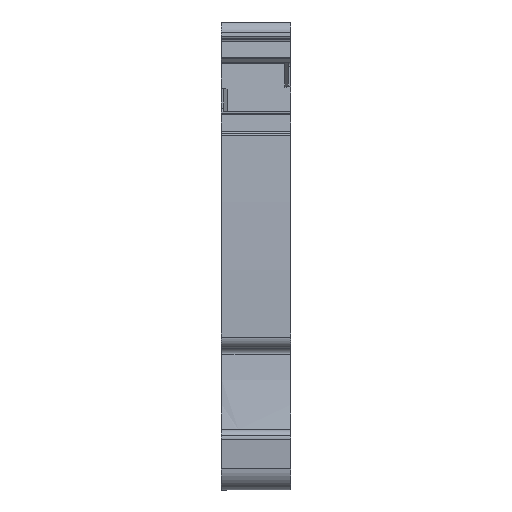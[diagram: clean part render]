
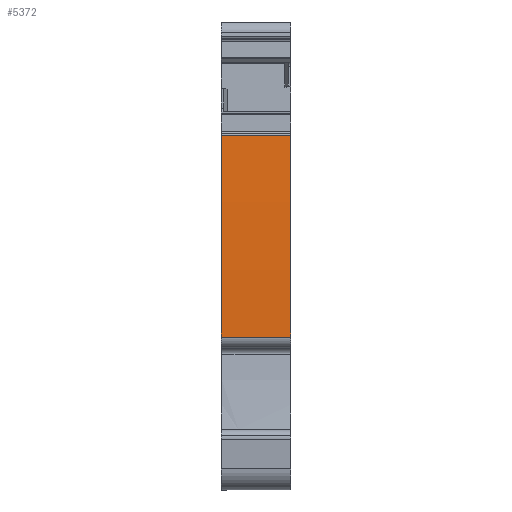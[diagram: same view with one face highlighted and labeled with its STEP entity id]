
A CAD part, front view. The second image highlights one B-rep face of the part: STEP entity #5372.
In plain terms, the highlighted cylindrical face has radius 248.5 mm (diameter 497 mm), a partial arc.
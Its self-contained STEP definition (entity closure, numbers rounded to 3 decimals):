
#1634=AXIS2_PLACEMENT_3D('Circle Axis2P3D',#1632,#1633,$) ;
#5262=AXIS2_PLACEMENT_3D('Cylinder Axis2P3D',#5259,#5260,#5261) ;
#5363=AXIS2_PLACEMENT_3D('Circle Axis2P3D',#5361,#5362,$) ;
#1627=CARTESIAN_POINT('Vertex',(0.,1.517,13.435)) ;
#1632=CARTESIAN_POINT('Axis2P3D Location',(0.,249.99,17.05)) ;
#1636=CARTESIAN_POINT('Vertex',(0.,1.891,31.153)) ;
#5259=CARTESIAN_POINT('Axis2P3D Location',(3.05,249.99,17.05)) ;
#5347=CARTESIAN_POINT('Line Origine',(3.05,1.891,31.153)) ;
#5351=CARTESIAN_POINT('Vertex',(6.1,1.891,31.153)) ;
#5354=CARTESIAN_POINT('Line Origine',(3.05,1.517,13.435)) ;
#5358=CARTESIAN_POINT('Vertex',(6.1,1.517,13.435)) ;
#5361=CARTESIAN_POINT('Axis2P3D Location',(6.1,249.99,17.05)) ;
#1633=DIRECTION('Axis2P3D Direction',(1.,0.,0.)) ;
#5260=DIRECTION('Axis2P3D Direction',(1.,0.,0.)) ;
#5261=DIRECTION('Axis2P3D XDirection',(0.,-0.996,0.093)) ;
#5348=DIRECTION('Vector Direction',(1.,0.,0.)) ;
#5355=DIRECTION('Vector Direction',(1.,0.,0.)) ;
#5362=DIRECTION('Axis2P3D Direction',(1.,0.,0.)) ;
#5349=VECTOR('Line Direction',#5348,1.) ;
#5356=VECTOR('Line Direction',#5355,1.) ;
#5367=ORIENTED_EDGE('',*,*,#5353,.F.) ;
#5368=ORIENTED_EDGE('',*,*,#1638,.T.) ;
#5369=ORIENTED_EDGE('',*,*,#5360,.T.) ;
#5370=ORIENTED_EDGE('',*,*,#5365,.F.) ;
#5372=ADVANCED_FACE('PartBody',(#5371),#5263,.T.) ;
#1635=CIRCLE('generated circle',#1634,248.5) ;
#5364=CIRCLE('generated circle',#5363,248.5) ;
#5263=CYLINDRICAL_SURFACE('generated cylinder',#5262,248.5) ;
#1638=EDGE_CURVE('',#1637,#1628,#1635,.T.) ;
#5353=EDGE_CURVE('',#1637,#5352,#5350,.T.) ;
#5360=EDGE_CURVE('',#1628,#5359,#5357,.T.) ;
#5365=EDGE_CURVE('',#5352,#5359,#5364,.T.) ;
#5366=EDGE_LOOP('',(#5367,#5368,#5369,#5370)) ;
#5371=FACE_OUTER_BOUND('',#5366,.T.) ;
#5350=LINE('Line',#5347,#5349) ;
#5357=LINE('Line',#5354,#5356) ;
#1628=VERTEX_POINT('',#1627) ;
#1637=VERTEX_POINT('',#1636) ;
#5352=VERTEX_POINT('',#5351) ;
#5359=VERTEX_POINT('',#5358) ;
